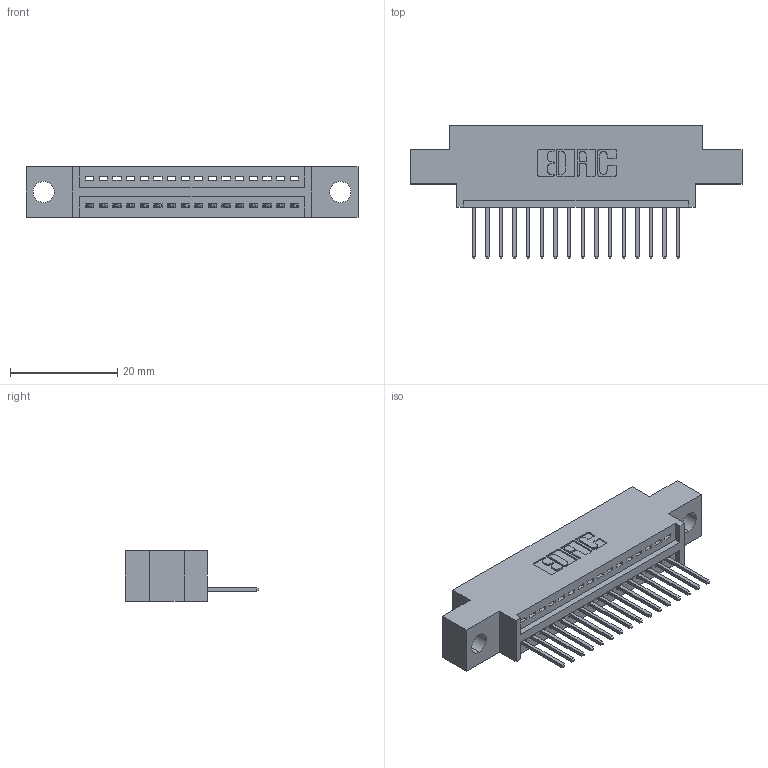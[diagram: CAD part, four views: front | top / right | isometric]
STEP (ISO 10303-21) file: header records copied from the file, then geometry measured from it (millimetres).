
FILE_DESCRIPTION (( 'STEP AP203' ), '1' );
FILE_NAME ('395-016-523-604.STEP', '2021-05-31T14:23:00', ( '' ), ( '' ), 'SwSTEP 2.0', 'SolidWorks 2020', '' );
FILE_SCHEMA (( 'CONFIG_CONTROL_DESIGN' ));
Length unit declared in the file: inch
Products named in the file (3): 345-292-001_345-293-123; 395-016-523-604; 345 Part_0.170 Offset - 0.156 Dia-TI
Assembly tree (17 placements, depth 2):
  395-016-523-604
    345 Part_0.170 Offset - 0.156 Dia-TI
    345-292-001_345-293-123  x16
Bounding box: 61.85 x 24.82 x 9.4 mm (x, y, z)
Volume: 5436 mm3; surface area: 6857 mm2
Topology: 17 solids, 17 shells, 1072 faces, 3205 edges, 2114 vertices
Faces by surface type: plane 738, cylinder 334
Entity records: 16111 total; most frequent: CARTESIAN_POINT 2802, ORIENTED_EDGE 2750, DIRECTION 2483, EDGE_CURVE 1375, VECTOR 1179, LINE 1179, VERTEX_POINT 914, AXIS2_PLACEMENT_3D 652
